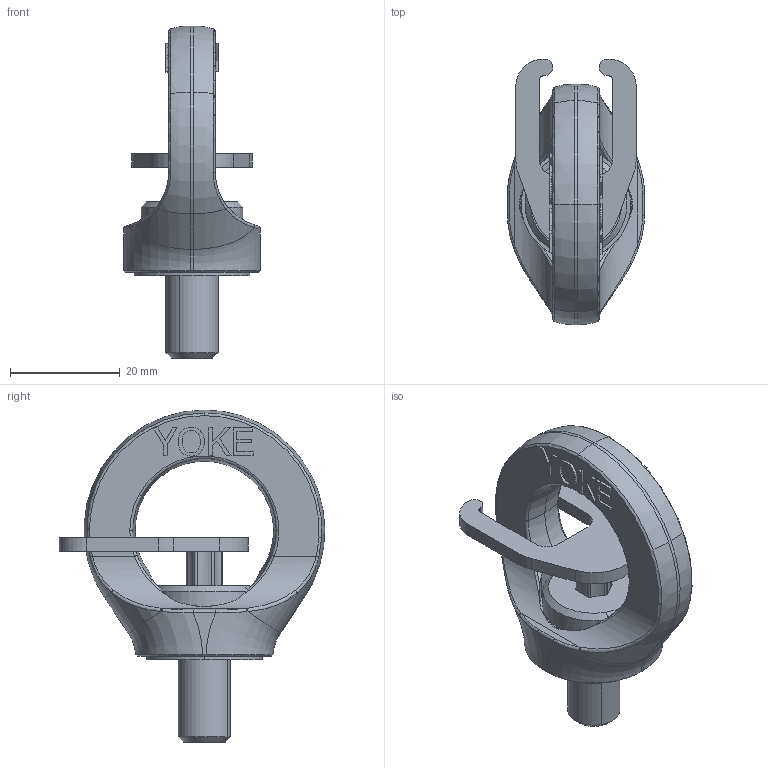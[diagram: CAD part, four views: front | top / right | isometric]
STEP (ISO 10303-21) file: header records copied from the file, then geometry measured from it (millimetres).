
FILE_DESCRIPTION(('CATIA V5 STEP Exchange'),'2;1');
FILE_NAME('8-292K-004.stp','2016-02-16T01:10:07+00:00',('none'),('none'),'CATIA Version 5 Release 21 GA (IN-10)','CATIA V5 STEP AP203','none');
FILE_SCHEMA(('CONFIG_CONTROL_DESIGN'));
Length unit declared in the file: millimetre
Products named in the file (1): 8-292K-004
Bounding box: 25 x 48.51 x 60.63 mm (x, y, z)
Volume: 15385.7 mm3; surface area: 6934.2 mm2
Topology: 2 solids, 2 shells, 391 faces, 1070 edges, 696 vertices
Faces by surface type: plane 278, cylinder 33, bspline 26, torus 16, cone 16, extrusion 14, revolution 8
Entity records: 13628 total; most frequent: CARTESIAN_POINT 4184, ORIENTED_EDGE 2140, DIRECTION 1572, EDGE_CURVE 1070, VECTOR 832, LINE 818, VERTEX_POINT 696, AXIS2_PLACEMENT_3D 423
